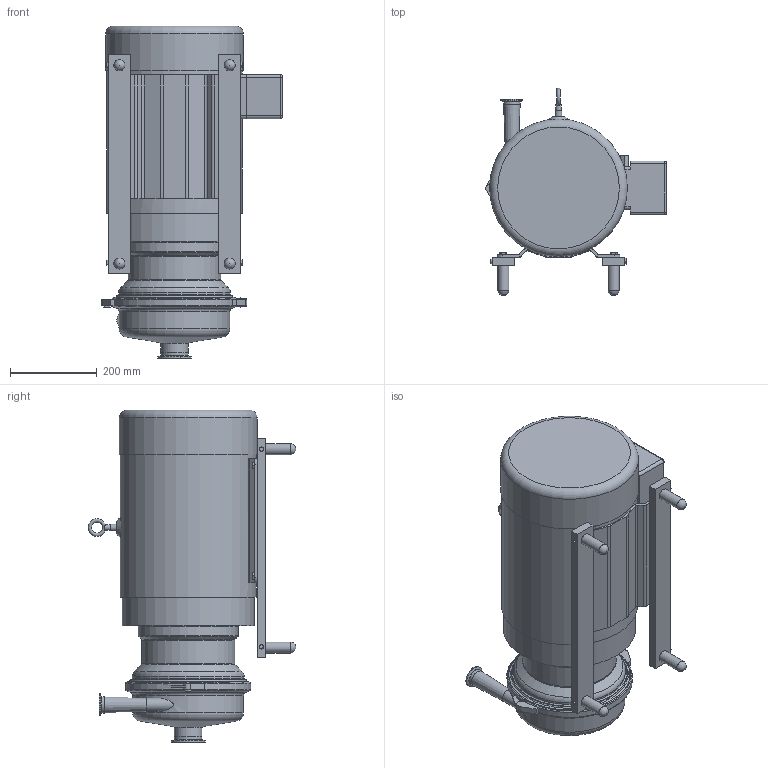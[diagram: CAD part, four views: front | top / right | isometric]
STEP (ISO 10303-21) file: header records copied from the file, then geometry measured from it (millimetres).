
FILE_DESCRIPTION(/* description */ (''),/* implementation_level */ '2;1');
FILE_NAME(/* name */ 'W+_W+55-35_256TC_2.5x1.5_S-Line_20HP_SM.stp',/* time_stamp */ '2020-09-02T11:55:37+05:00',/* author */ ('KRXREM'),/* organization */ (''),/* preprocessor_version */ 'ST-DEVELOPER v17',/* originating_system */ 'Autodesk Inventor 2018',/* authorisation */ '');
FILE_SCHEMA (('AUTOMOTIVE_DESIGN { 1 0 10303 214 3 1 1 }'));
Length unit declared in the file: inch
Products named in the file (1): W+_W+55-35_256TC_2.5x1.5_S-Line_20HP_SM
Bounding box: 415.66 x 478.79 x 765.37 mm (x, y, z)
Volume: 51556128.4 mm3; surface area: 1161223.4 mm2
Topology: 3 solids, 3 shells, 460 faces, 1236 edges, 808 vertices
Faces by surface type: plane 232, cone 83, cylinder 76, bspline 42, torus 23, sphere 4
Full cylindrical faces by diameter (mm): 6.35 x2, 10 x1, 12.813 x1, 13.462 x2, 15.375 x1, 25.4 x4, 25.451 x4, 31 x1, 34.798 x1, 38.227 x1, 50.394 x1, 60.198 x1, 63.5 x1, 63.627 x1, 77.47 x1, 214 x1, 215.9 x1, 230 x1, 255.2 x1, 258 x1, 267 x1, 280 x1, 304.8 x1, 312.674 x1, 317.5 x1
Entity records: 15360 total; most frequent: CARTESIAN_POINT 3806, ORIENTED_EDGE 2464, DIRECTION 2224, EDGE_CURVE 1232, AXIS2_PLACEMENT_3D 815, VERTEX_POINT 808, LINE 594, VECTOR 594
